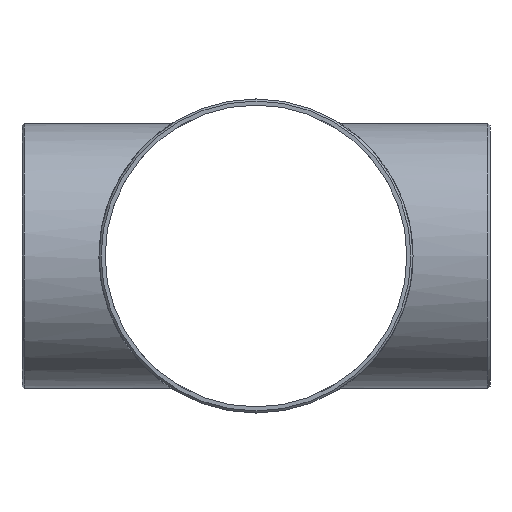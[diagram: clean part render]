
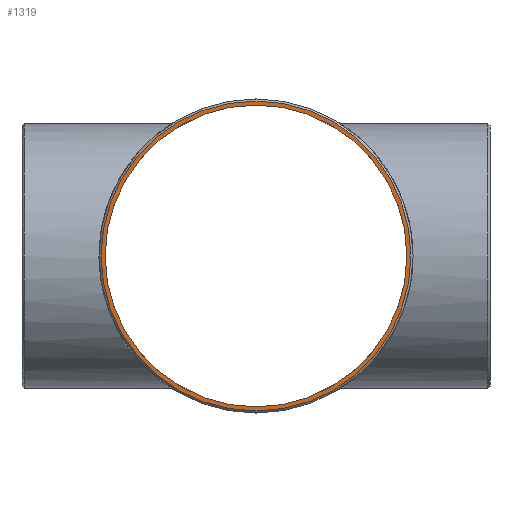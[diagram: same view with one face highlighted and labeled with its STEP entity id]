
A CAD part, left-side view. The second image highlights one B-rep face of the part: STEP entity #1319.
In plain terms, the highlighted planar face has unit normal (-1, 0, 0).
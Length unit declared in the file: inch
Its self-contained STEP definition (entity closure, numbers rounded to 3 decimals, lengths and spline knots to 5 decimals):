
#38 = CARTESIAN_POINT ( 'NONE',  ( -10., 0., 0. ) ) ;
#56 = DIRECTION ( 'NONE',  ( 1., 0., 0. ) ) ;
#97 = CIRCLE ( 'NONE', #367, 6.125 ) ;
#172 = DIRECTION ( 'NONE',  ( 1., 0., 0. ) ) ;
#183 = CARTESIAN_POINT ( 'NONE',  ( -10., 0., 0. ) ) ;
#203 = ORIENTED_EDGE ( 'NONE', *, *, #1276, .T. ) ;
#309 = CARTESIAN_POINT ( 'NONE',  ( -10., 0., 0. ) ) ;
#353 = ORIENTED_EDGE ( 'NONE', *, *, #947, .T. ) ;
#367 = AXIS2_PLACEMENT_3D ( 'NONE', #662, #56, #1353 ) ;
#388 = CARTESIAN_POINT ( 'NONE',  ( -10., 0., 6.125 ) ) ;
#415 = DIRECTION ( 'NONE',  ( 0., 0., 1. ) ) ;
#429 = FACE_OUTER_BOUND ( 'NONE', #895, .T. ) ;
#468 = CARTESIAN_POINT ( 'NONE',  ( -10., 0., -6.29167 ) ) ;
#528 = DIRECTION ( 'NONE',  ( -1., 0., 0. ) ) ;
#542 = VERTEX_POINT ( 'NONE', #468 ) ;
#569 = AXIS2_PLACEMENT_3D ( 'NONE', #655, #528, #415 ) ;
#600 = VERTEX_POINT ( 'NONE', #388 ) ;
#655 = CARTESIAN_POINT ( 'NONE',  ( -10., 0., 0. ) ) ;
#662 = CARTESIAN_POINT ( 'NONE',  ( -10., 0., 0. ) ) ;
#719 = CIRCLE ( 'NONE', #827, 6.125 ) ;
#788 = PLANE ( 'NONE',  #1467 ) ;
#827 = AXIS2_PLACEMENT_3D ( 'NONE', #183, #172, #1152 ) ;
#881 = DIRECTION ( 'NONE',  ( 0., 0., -1. ) ) ;
#895 = EDGE_LOOP ( 'NONE', ( #1411, #945 ) ) ;
#945 = ORIENTED_EDGE ( 'NONE', *, *, #1357, .T. ) ;
#947 = EDGE_CURVE ( 'NONE', #1534, #600, #719, .T. ) ;
#990 = DIRECTION ( 'NONE',  ( -1., 0., 0. ) ) ;
#1021 = AXIS2_PLACEMENT_3D ( 'NONE', #38, #990, #1477 ) ;
#1030 = CARTESIAN_POINT ( 'NONE',  ( -10., 0., -6.125 ) ) ;
#1033 = VERTEX_POINT ( 'NONE', #1062 ) ;
#1062 = CARTESIAN_POINT ( 'NONE',  ( -10., 0., 6.29167 ) ) ;
#1152 = DIRECTION ( 'NONE',  ( 0., 0., 1. ) ) ;
#1198 = CIRCLE ( 'NONE', #1021, 6.29167 ) ;
#1204 = EDGE_CURVE ( 'NONE', #542, #1033, #1198, .T. ) ;
#1263 = DIRECTION ( 'NONE',  ( -1., 0., 0. ) ) ;
#1276 = EDGE_CURVE ( 'NONE', #600, #1534, #97, .T. ) ;
#1319 = ADVANCED_FACE ( 'NONE', ( #429, #1494 ), #788, .T. ) ;
#1353 = DIRECTION ( 'NONE',  ( 0., 0., 1. ) ) ;
#1357 = EDGE_CURVE ( 'NONE', #1033, #542, #1524, .T. ) ;
#1411 = ORIENTED_EDGE ( 'NONE', *, *, #1204, .T. ) ;
#1467 = AXIS2_PLACEMENT_3D ( 'NONE', #309, #1263, #881 ) ;
#1477 = DIRECTION ( 'NONE',  ( 0., 0., 1. ) ) ;
#1494 = FACE_BOUND ( 'NONE', #1517, .T. ) ;
#1517 = EDGE_LOOP ( 'NONE', ( #203, #353 ) ) ;
#1524 = CIRCLE ( 'NONE', #569, 6.29167 ) ;
#1534 = VERTEX_POINT ( 'NONE', #1030 ) ;
